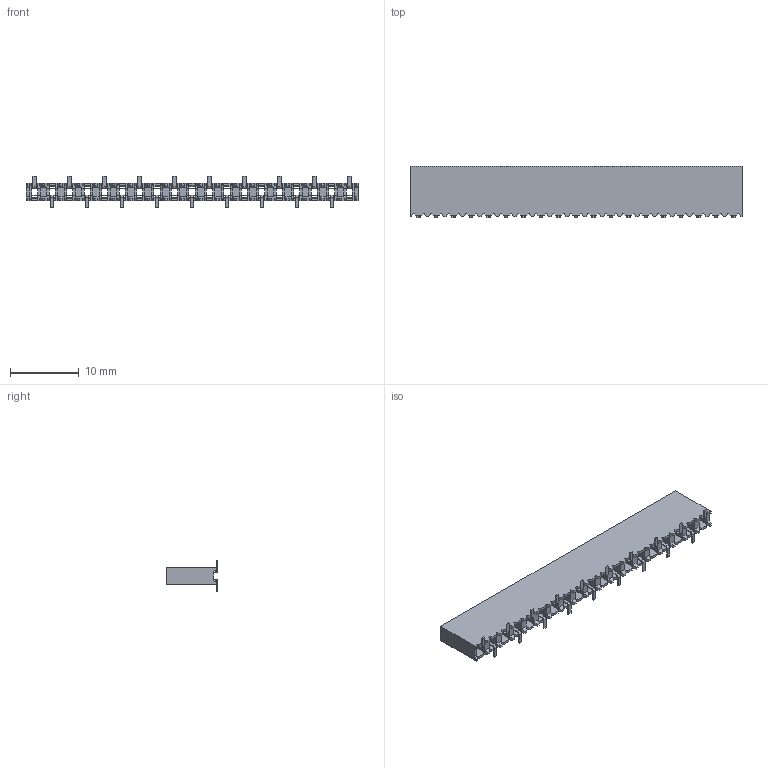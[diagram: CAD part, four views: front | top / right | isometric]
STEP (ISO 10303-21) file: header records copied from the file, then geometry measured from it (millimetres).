
FILE_DESCRIPTION(/* description */ ('STEP AP214'),/* implementation_level */ '2;1');
FILE_NAME(/* name */ 'SSM-119-L-SV-BE',/* time_stamp */ '2024-01-22T17:15:42+01:00',/* author */ ('License CC BY-ND 4.0'),/* organization */ ('CADENAS'),/* preprocessor_version */ 'ST-DEVELOPER v19.3',/* originating_system */ 'PARTsolutions',/* authorisation */ ' ');
FILE_SCHEMA (('AUTOMOTIVE_DESIGN {1 0 10303 214 3 1 1}'));
Length unit declared in the file: inch
Products named in the file (3): SSM-119-L-SV-BE; SSM-119-L-SV-BE_body; C-95-0219
Assembly tree (2 placements, depth 2):
  SSM-119-L-SV-BE
    SSM-119-L-SV-BE_body
    C-95-0219
Bounding box: 48.26 x 7.49 x 4.57 mm (x, y, z)
Volume: 575.6 mm3; surface area: 1950 mm2
Topology: 2 solids, 2 shells, 807 faces, 2406 edges, 1604 vertices
Faces by surface type: plane 769, cylinder 38
Entity records: 26818 total; most frequent: CARTESIAN_POINT 4820, ORIENTED_EDGE 4812, DIRECTION 4102, EDGE_CURVE 2406, LINE 2330, VECTOR 2330, VERTEX_POINT 1604, AXIS2_PLACEMENT_3D 886
